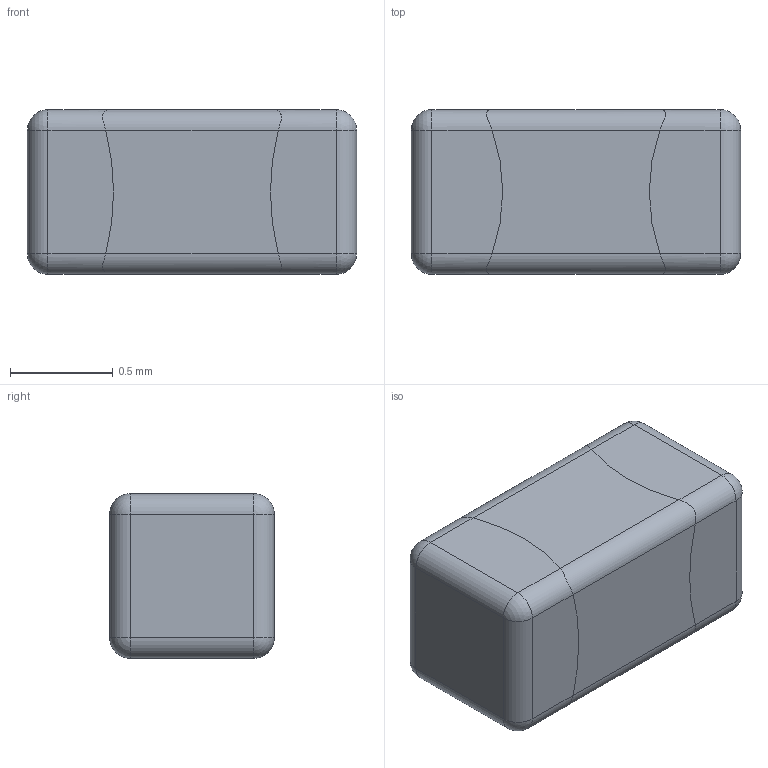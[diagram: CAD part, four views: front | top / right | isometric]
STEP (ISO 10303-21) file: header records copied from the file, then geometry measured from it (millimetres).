
FILE_DESCRIPTION(/* description */ (''),/* implementation_level */ '2;1');
FILE_NAME(/* name */ 'Ceramic_Capacitor_0603_h32mil.step',/* time_stamp */ '2024-08-19T14:40:08+02:00',/* author */ (''),/* organization */ (''),/* preprocessor_version */ 'ST-DEVELOPER v20',/* originating_system */ 'Autodesk Translation Framework v13.14.0.145',/* authorisation */ '');
FILE_SCHEMA (('AUTOMOTIVE_DESIGN { 1 0 10303 214 3 1 1 }'));
Length unit declared in the file: millimetre
Products named in the file (1): Ceramic_Capacitor_0603_h32mil
Bounding box: 1.6 x 0.8 x 0.8 mm (x, y, z)
Volume: 1 mm3; surface area: 8.4 mm2
Topology: 3 solids, 3 shells, 62 faces, 152 edges, 88 vertices
Faces by surface type: cylinder 32, plane 14, bspline 8, sphere 8
Entity records: 2698 total; most frequent: CARTESIAN_POINT 1307, ORIENTED_EDGE 288, DIRECTION 230, EDGE_CURVE 144, AXIS2_PLACEMENT_3D 95, VERTEX_POINT 88, STYLED_ITEM 65, FACE_OUTER_BOUND 62
